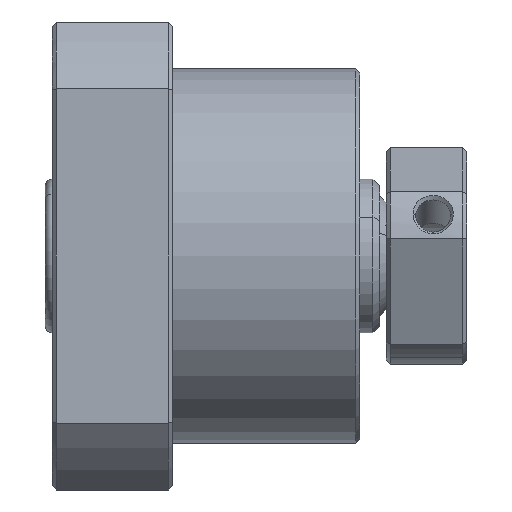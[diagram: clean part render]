
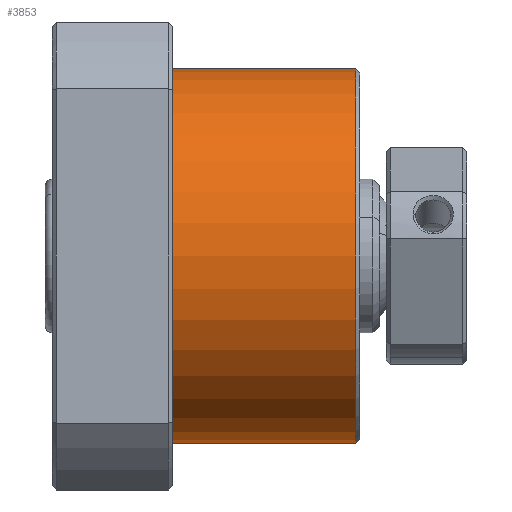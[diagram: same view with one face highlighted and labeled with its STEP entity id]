
A CAD part, front view. The second image highlights one B-rep face of the part: STEP entity #3853.
In plain terms, the highlighted cylindrical face has radius 14 mm (diameter 28 mm), a partial arc.
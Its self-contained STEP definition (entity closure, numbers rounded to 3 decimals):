
#176=CYLINDRICAL_SURFACE('',#984,14.);
#258=VECTOR('',#1455,1.);
#259=VECTOR('',#1458,1.);
#398=LINE('',#4811,#258);
#399=LINE('',#4815,#259);
#639=CIRCLE('',#983,14.);
#640=CIRCLE('',#985,14.);
#983=AXIS2_PLACEMENT_3D('',#5772,#1765,#1766);
#984=AXIS2_PLACEMENT_3D('',#5773,#1767,#1768);
#985=AXIS2_PLACEMENT_3D('',#5774,#1769,#1770);
#1455=DIRECTION('',(-1.,0.,0.));
#1458=DIRECTION('',(-1.,0.,0.));
#1765=DIRECTION('',(-1.,0.,0.));
#1766=DIRECTION('',(0.,0.,14.));
#1767=DIRECTION('',(-1.,0.,0.));
#1768=DIRECTION('',(0.,0.,14.));
#1769=DIRECTION('',(-1.,0.,0.));
#1770=DIRECTION('',(0.,0.,14.));
#1972=VERTEX_POINT('',#4806);
#1973=VERTEX_POINT('',#4808);
#1974=VERTEX_POINT('',#4812);
#1975=VERTEX_POINT('',#4814);
#2371=EDGE_CURVE('',#1972,#1974,#398,.T.);
#2373=EDGE_CURVE('',#1973,#1975,#399,.T.);
#2544=EDGE_CURVE('',#1974,#1975,#639,.T.);
#2545=EDGE_CURVE('',#1972,#1973,#640,.T.);
#3289=ORIENTED_EDGE('',*,*,#2371,.F.);
#3290=ORIENTED_EDGE('',*,*,#2545,.T.);
#3291=ORIENTED_EDGE('',*,*,#2373,.T.);
#3292=ORIENTED_EDGE('',*,*,#2544,.F.);
#3494=EDGE_LOOP('',(#3289,#3290,#3291,#3292));
#3685=FACE_BOUND('',#3494,.T.);
#3853=ADVANCED_FACE('',(#3685),#176,.T.);
#4806=CARTESIAN_POINT('',(22.7,0.,-14.));
#4808=CARTESIAN_POINT('',(22.7,0.,14.));
#4811=CARTESIAN_POINT('',(22.7,0.,-14.));
#4812=CARTESIAN_POINT('',(9.,0.,-14.));
#4814=CARTESIAN_POINT('',(9.,0.,14.));
#4815=CARTESIAN_POINT('',(22.7,0.,14.));
#5772=CARTESIAN_POINT('',(9.,0.,0.));
#5773=CARTESIAN_POINT('',(-94.469,0.,0.));
#5774=CARTESIAN_POINT('',(22.7,0.,0.));
